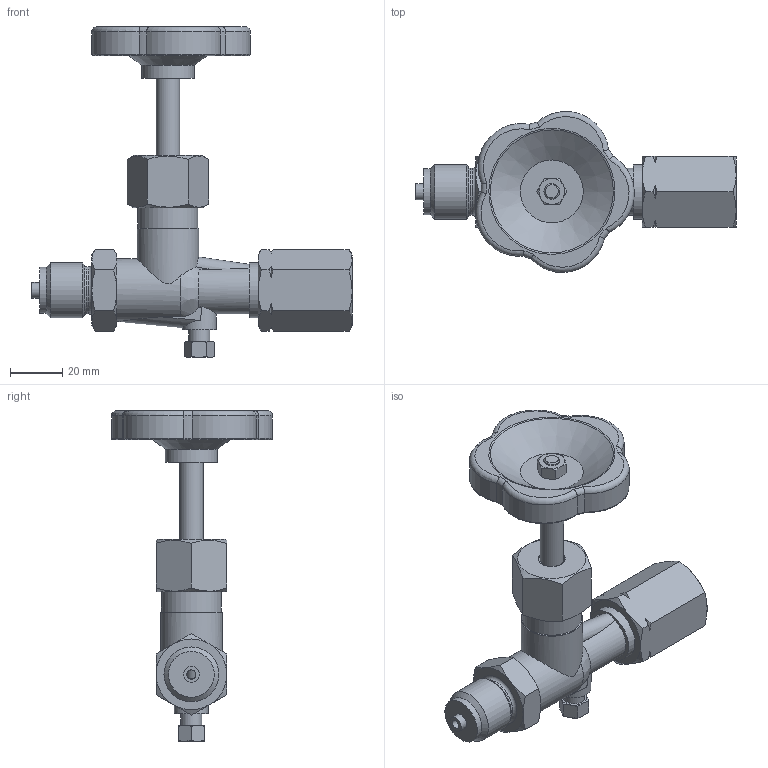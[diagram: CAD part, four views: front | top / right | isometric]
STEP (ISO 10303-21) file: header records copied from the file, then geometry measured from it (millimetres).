
FILE_DESCRIPTION( ( 'Unknown' ), '1' );
FILE_NAME( '10060043.stp', 'Unknown', ( 'Peter Nanko' ), ( 'Armaturen Arndt' ), 'PSStep 14.0', 'Solid Edge ST4', ' ' );
FILE_SCHEMA( ( 'AUTOMOTIVE_DESIGN { 1 0 10303 214 1 1 1 1 }' ) );
Length unit declared in the file: millimetre
Products named in the file (1): G60041_für3D
Bounding box: 122.45 x 61.47 x 126.24 mm (x, y, z)
Volume: 98796.5 mm3; surface area: 27125.8 mm2
Topology: 1 solids, 2 shells, 195 faces, 468 edges, 291 vertices
Faces by surface type: plane 82, cone 48, cylinder 38, torus 25, bspline 2
Full cylindrical faces by diameter (mm): 3.5 x2, 6 x2, 7 x1, 8 x1, 9 x1, 10 x1, 13 x1, 17.5 x1, 18 x1, 18.631 x1, 20 x1, 20.955 x2, 21.2 x1, 22.911 x1, 23.5 x1, 24 x1, 44 x1
Entity records: 7944 total; most frequent: CARTESIAN_POINT 2261, DIRECTION 815, ORIENTED_EDGE 814, EDGE_CURVE 407, AXIS2_PLACEMENT_3D 353, VERTEX_POINT 278, EDGE_LOOP 265, FACE_OUTER_BOUND 220
